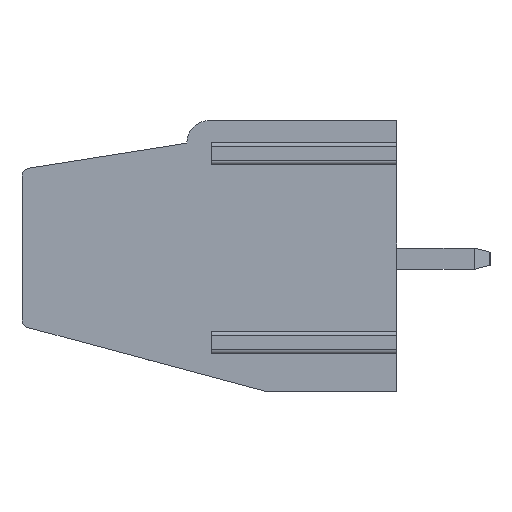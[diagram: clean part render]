
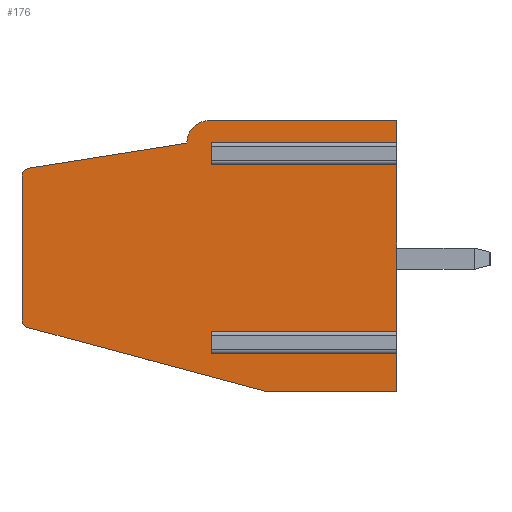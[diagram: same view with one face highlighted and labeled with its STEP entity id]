
A CAD part, left-side view. The second image highlights one B-rep face of the part: STEP entity #176.
In plain terms, the highlighted planar face has unit normal (-1, 0, 0).
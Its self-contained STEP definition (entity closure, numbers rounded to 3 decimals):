
#30=CARTESIAN_POINT('',(0.,0.,0.));
#31=DIRECTION('',(0.,0.,-1.));
#32=DIRECTION('',(-1.,-0.,-0.));
#33=AXIS2_PLACEMENT_3D('',#30,#32,#31);
#34=PLANE('',#33);
#35=CARTESIAN_POINT('',(0.,6.96,2.15));
#36=VERTEX_POINT('',#35);
#37=CARTESIAN_POINT('',(0.,0.,2.15));
#38=VERTEX_POINT('',#37);
#39=CARTESIAN_POINT('',(0.,6.96,2.15));
#40=DIRECTION('',(0.,-1.,0.));
#41=VECTOR('',#40,6.96);
#42=LINE('',#39,#41);
#43=EDGE_CURVE('',#36,#38,#42,.T.);
#44=ORIENTED_EDGE('',*,*,#43,.T.);
#45=CARTESIAN_POINT('',(0.,0.,8.65));
#46=VERTEX_POINT('',#45);
#47=CARTESIAN_POINT('',(0.,0.,2.15));
#48=DIRECTION('',(0.,0.,1.));
#49=VECTOR('',#48,6.5);
#50=LINE('',#47,#49);
#51=EDGE_CURVE('',#38,#46,#50,.T.);
#52=ORIENTED_EDGE('',*,*,#51,.T.);
#53=CARTESIAN_POINT('',(0.,6.96,8.65));
#54=VERTEX_POINT('',#53);
#55=CARTESIAN_POINT('',(0.,0.,8.65));
#56=DIRECTION('',(0.,1.,0.));
#57=VECTOR('',#56,6.96);
#58=LINE('',#55,#57);
#59=EDGE_CURVE('',#46,#54,#58,.T.);
#60=ORIENTED_EDGE('',*,*,#59,.T.);
#61=CARTESIAN_POINT('',(0.,6.96,9.25));
#62=VERTEX_POINT('',#61);
#63=CARTESIAN_POINT('',(0.,6.96,8.65));
#64=DIRECTION('',(0.,0.,1.));
#65=VECTOR('',#64,0.6);
#66=LINE('',#63,#65);
#67=EDGE_CURVE('',#54,#62,#66,.T.);
#68=ORIENTED_EDGE('',*,*,#67,.T.);
#69=CARTESIAN_POINT('',(0.,0.,9.25));
#70=VERTEX_POINT('',#69);
#71=CARTESIAN_POINT('',(0.,6.96,9.25));
#72=DIRECTION('',(0.,-1.,0.));
#73=VECTOR('',#72,6.96);
#74=LINE('',#71,#73);
#75=EDGE_CURVE('',#62,#70,#74,.T.);
#76=ORIENTED_EDGE('',*,*,#75,.T.);
#77=CARTESIAN_POINT('',(0.,0.,10.2));
#78=VERTEX_POINT('',#77);
#79=CARTESIAN_POINT('',(0.,0.,9.25));
#80=DIRECTION('',(0.,0.,1.));
#81=VECTOR('',#80,0.95);
#82=LINE('',#79,#81);
#83=EDGE_CURVE('',#70,#78,#82,.T.);
#84=ORIENTED_EDGE('',*,*,#83,.T.);
#85=CARTESIAN_POINT('',(0.,7.04,10.2));
#86=VERTEX_POINT('',#85);
#87=CARTESIAN_POINT('',(0.,0.,10.2));
#88=DIRECTION('',(0.,1.,0.));
#89=VECTOR('',#88,7.04);
#90=LINE('',#87,#89);
#91=EDGE_CURVE('',#78,#86,#90,.T.);
#92=ORIENTED_EDGE('',*,*,#91,.T.);
#93=CARTESIAN_POINT('',(0.,7.9,9.342));
#94=VERTEX_POINT('',#93);
#95=CARTESIAN_POINT('',(0.,7.04,9.34));
#96=DIRECTION('',(0.,0.,1.));
#97=DIRECTION('',(-1.,0.,-0.));
#98=AXIS2_PLACEMENT_3D('',#95,#97,#96);
#99=CIRCLE('',#98,0.86);
#100=EDGE_CURVE('',#86,#94,#99,.T.);
#101=ORIENTED_EDGE('',*,*,#100,.T.);
#102=CARTESIAN_POINT('',(0.,13.847,8.4));
#103=VERTEX_POINT('',#102);
#104=CARTESIAN_POINT('',(0.,7.9,9.342));
#105=DIRECTION('',(0.,0.988,-0.156));
#106=VECTOR('',#105,6.021);
#107=LINE('',#104,#106);
#108=EDGE_CURVE('',#94,#103,#107,.T.);
#109=ORIENTED_EDGE('',*,*,#108,.T.);
#110=CARTESIAN_POINT('',(0.,14.1,8.104));
#111=VERTEX_POINT('',#110);
#112=CARTESIAN_POINT('',(0.,13.8,8.104));
#113=DIRECTION('',(0.,0.156,0.988));
#114=DIRECTION('',(-1.,0.,-0.));
#115=AXIS2_PLACEMENT_3D('',#112,#114,#113);
#116=CIRCLE('',#115,0.3);
#117=EDGE_CURVE('',#103,#111,#116,.T.);
#118=ORIENTED_EDGE('',*,*,#117,.T.);
#119=CARTESIAN_POINT('',(0.,14.1,2.7));
#120=VERTEX_POINT('',#119);
#121=CARTESIAN_POINT('',(0.,14.1,8.104));
#122=DIRECTION('',(0.,0.,-1.));
#123=VECTOR('',#122,5.404);
#124=LINE('',#121,#123);
#125=EDGE_CURVE('',#111,#120,#124,.T.);
#126=ORIENTED_EDGE('',*,*,#125,.T.);
#127=CARTESIAN_POINT('',(0.,13.878,2.41));
#128=VERTEX_POINT('',#127);
#129=CARTESIAN_POINT('',(0.,13.8,2.7));
#130=DIRECTION('',(0.,1.,0.));
#131=DIRECTION('',(-1.,-0.,0.));
#132=AXIS2_PLACEMENT_3D('',#129,#131,#130);
#133=CIRCLE('',#132,0.3);
#134=EDGE_CURVE('',#120,#128,#133,.T.);
#135=ORIENTED_EDGE('',*,*,#134,.T.);
#136=CARTESIAN_POINT('',(0.,4.9,0.));
#137=VERTEX_POINT('',#136);
#138=CARTESIAN_POINT('',(0.,13.878,2.41));
#139=DIRECTION('',(0.,-0.966,-0.259));
#140=VECTOR('',#139,9.296);
#141=LINE('',#138,#140);
#142=EDGE_CURVE('',#128,#137,#141,.T.);
#143=ORIENTED_EDGE('',*,*,#142,.T.);
#144=CARTESIAN_POINT('',(0.,0.,0.));
#145=VERTEX_POINT('',#144);
#146=CARTESIAN_POINT('',(0.,4.9,0.));
#147=DIRECTION('',(0.,-1.,0.));
#148=VECTOR('',#147,4.9);
#149=LINE('',#146,#148);
#150=EDGE_CURVE('',#137,#145,#149,.T.);
#151=ORIENTED_EDGE('',*,*,#150,.T.);
#152=CARTESIAN_POINT('',(0.,0.,1.55));
#153=VERTEX_POINT('',#152);
#154=CARTESIAN_POINT('',(0.,0.,0.));
#155=DIRECTION('',(0.,0.,1.));
#156=VECTOR('',#155,1.55);
#157=LINE('',#154,#156);
#158=EDGE_CURVE('',#145,#153,#157,.T.);
#159=ORIENTED_EDGE('',*,*,#158,.T.);
#160=CARTESIAN_POINT('',(0.,6.96,1.55));
#161=VERTEX_POINT('',#160);
#162=CARTESIAN_POINT('',(0.,0.,1.55));
#163=DIRECTION('',(0.,1.,0.));
#164=VECTOR('',#163,6.96);
#165=LINE('',#162,#164);
#166=EDGE_CURVE('',#153,#161,#165,.T.);
#167=ORIENTED_EDGE('',*,*,#166,.T.);
#168=CARTESIAN_POINT('',(0.,6.96,1.55));
#169=DIRECTION('',(0.,0.,1.));
#170=VECTOR('',#169,0.6);
#171=LINE('',#168,#170);
#172=EDGE_CURVE('',#161,#36,#171,.T.);
#173=ORIENTED_EDGE('',*,*,#172,.T.);
#174=EDGE_LOOP('',(#44,#52,#60,#68,#76,#84,#92,#101,#109,#118,#126,#135,#143,#151,#159,#167,#173));
#175=FACE_OUTER_BOUND('',#174,.T.);
#176=ADVANCED_FACE('',(#175),#34,.T.);
